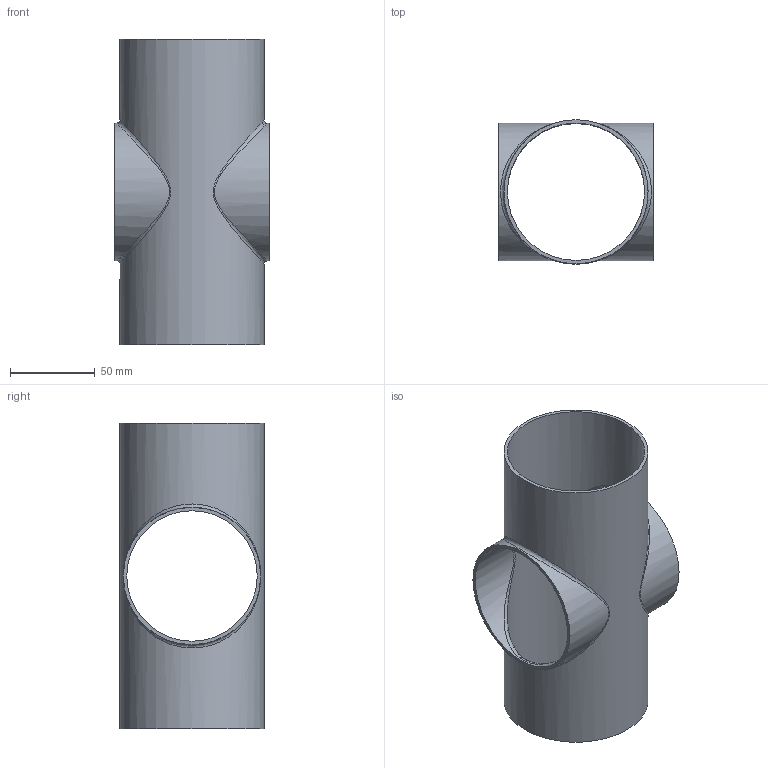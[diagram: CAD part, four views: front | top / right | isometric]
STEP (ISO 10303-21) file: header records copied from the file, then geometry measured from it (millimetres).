
FILE_DESCRIPTION(/* description */ ('Truibkový kříž krátký'),/* implementation_level */ '2;1');
FILE_NAME(/* name */ '25200080000.stp',/* time_stamp */ '2016-01-12T07:10:54+01:00',/* author */ ('Struska'),/* organization */ ('Bupospol'),/* preprocessor_version */ 'ST-DEVELOPER v15.6',/* originating_system */ 'Autodesk Inventor 2015',/* authorisation */ '');
FILE_SCHEMA (('CONFIG_CONTROL_DESIGN'));
Length unit declared in the file: millimetre
Products named in the file (1): 25200080000
Bounding box: 91 x 85 x 180 mm (x, y, z)
Volume: 86139 mm3; surface area: 88161.6 mm2
Topology: 1 solids, 1 shells, 14 faces, 36 edges, 24 vertices
Faces by surface type: cylinder 6, bspline 4, plane 4
Full cylindrical faces by diameter (mm): 77 x2, 81 x3, 85 x1
Entity records: 2472 total; most frequent: CARTESIAN_POINT 2181, DIRECTION 46, ORIENTED_EDGE 40, EDGE_LOOP 28, AXIS2_PLACEMENT_3D 23, EDGE_CURVE 20, VERTEX_POINT 16, STYLED_ITEM 15
